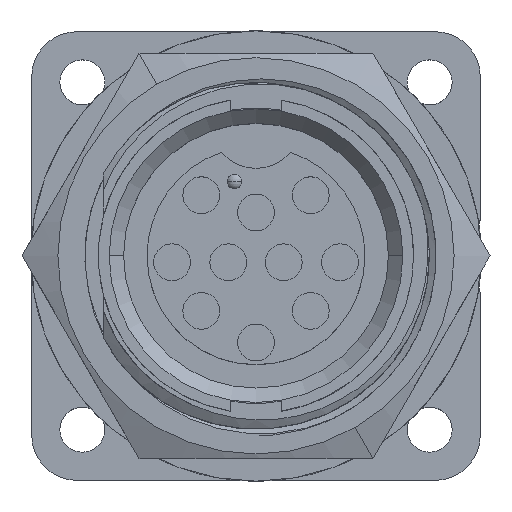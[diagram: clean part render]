
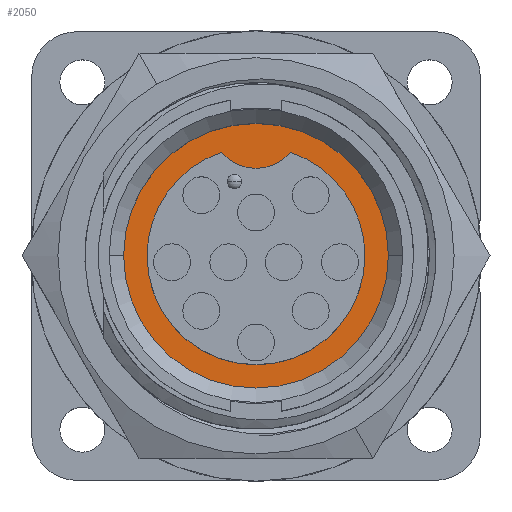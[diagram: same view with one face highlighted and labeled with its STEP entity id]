
A CAD part, top view. The second image highlights one B-rep face of the part: STEP entity #2050.
In plain terms, the highlighted planar face has unit normal (0, 0, 1).
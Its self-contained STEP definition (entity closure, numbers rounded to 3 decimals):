
#148 = FACE_OUTER_BOUND ( 'NONE', #6967, .T. ) ;
#205 = AXIS2_PLACEMENT_3D ( 'NONE', #6887, #13608, #12914 ) ;
#390 = DIRECTION ( 'NONE',  ( 1., 0., 0. ) ) ;
#426 = DIRECTION ( 'NONE',  ( 0., 0., 1. ) ) ;
#485 = CARTESIAN_POINT ( 'NONE',  ( 0., 0., 8.458 ) ) ;
#636 = CIRCLE ( 'NONE', #10882, 3.175 ) ;
#906 = AXIS2_PLACEMENT_3D ( 'NONE', #485, #426, #390 ) ;
#1095 = AXIS2_PLACEMENT_3D ( 'NONE', #12904, #12364, #12029 ) ;
#1499 = VERTEX_POINT ( 'NONE', #15529 ) ;
#1646 = CARTESIAN_POINT ( 'NONE',  ( 9.334, 0., 8.458 ) ) ;
#2050 = ADVANCED_FACE ( 'NONE', ( #148, #14554 ), #12990, .T. ) ;
#2118 = VERTEX_POINT ( 'NONE', #11937 ) ;
#2534 = CARTESIAN_POINT ( 'NONE',  ( 0., 9.335, 8.458 ) ) ;
#2559 = CIRCLE ( 'NONE', #4869, 9.334 ) ;
#3816 = EDGE_CURVE ( 'NONE', #1499, #11673, #16019, .T. ) ;
#3963 = ORIENTED_EDGE ( 'NONE', *, *, #7268, .T. ) ;
#4193 = VERTEX_POINT ( 'NONE', #1646 ) ;
#4572 = CARTESIAN_POINT ( 'NONE',  ( -9.334, 0., 8.458 ) ) ;
#4748 = EDGE_CURVE ( 'NONE', #11673, #9758, #6947, .T. ) ;
#4856 = CARTESIAN_POINT ( 'NONE',  ( 0., 0., 8.458 ) ) ;
#4869 = AXIS2_PLACEMENT_3D ( 'NONE', #7887, #10035, #9333 ) ;
#6123 = EDGE_CURVE ( 'NONE', #4193, #14610, #2559, .T. ) ;
#6666 = ORIENTED_EDGE ( 'NONE', *, *, #4748, .F. ) ;
#6887 = CARTESIAN_POINT ( 'NONE',  ( 0., 0., 8.458 ) ) ;
#6947 = CIRCLE ( 'NONE', #10164, 7.684 ) ;
#6967 = EDGE_LOOP ( 'NONE', ( #13470, #3963 ) ) ;
#7042 = EDGE_CURVE ( 'NONE', #2118, #1499, #15414, .T. ) ;
#7268 = EDGE_CURVE ( 'NONE', #14610, #4193, #11043, .T. ) ;
#7887 = CARTESIAN_POINT ( 'NONE',  ( 0., 0., 8.458 ) ) ;
#7932 = CARTESIAN_POINT ( 'NONE',  ( 2.429, 7.29, 8.458 ) ) ;
#8767 = EDGE_CURVE ( 'NONE', #9758, #2118, #636, .T. ) ;
#9333 = DIRECTION ( 'NONE',  ( 1., 0., 0. ) ) ;
#9758 = VERTEX_POINT ( 'NONE', #7932 ) ;
#10035 = DIRECTION ( 'NONE',  ( 0., 0., 1. ) ) ;
#10044 = DIRECTION ( 'NONE',  ( 0., 0., -1. ) ) ;
#10164 = AXIS2_PLACEMENT_3D ( 'NONE', #4856, #11058, #13164 ) ;
#10882 = AXIS2_PLACEMENT_3D ( 'NONE', #2534, #10044, #11368 ) ;
#11043 = CIRCLE ( 'NONE', #205, 9.334 ) ;
#11058 = DIRECTION ( 'NONE',  ( 0., 0., 1. ) ) ;
#11368 = DIRECTION ( 'NONE',  ( 1., 0., 0. ) ) ;
#11673 = VERTEX_POINT ( 'NONE', #15250 ) ;
#11688 = ORIENTED_EDGE ( 'NONE', *, *, #3816, .F. ) ;
#11937 = CARTESIAN_POINT ( 'NONE',  ( -2.429, 7.29, 8.458 ) ) ;
#12027 = DIRECTION ( 'NONE',  ( 1., 0., 0. ) ) ;
#12029 = DIRECTION ( 'NONE',  ( 1., 0., 0. ) ) ;
#12072 = DIRECTION ( 'NONE',  ( 0., 0., 1. ) ) ;
#12093 = CARTESIAN_POINT ( 'NONE',  ( 0., 0., 8.458 ) ) ;
#12364 = DIRECTION ( 'NONE',  ( 0., 0., 1. ) ) ;
#12866 = ORIENTED_EDGE ( 'NONE', *, *, #8767, .F. ) ;
#12904 = CARTESIAN_POINT ( 'NONE',  ( 0., 0., 8.458 ) ) ;
#12914 = DIRECTION ( 'NONE',  ( 1., 0., 0. ) ) ;
#12990 = PLANE ( 'NONE',  #1095 ) ;
#13164 = DIRECTION ( 'NONE',  ( 1., 0., 0. ) ) ;
#13469 = AXIS2_PLACEMENT_3D ( 'NONE', #12093, #12072, #12027 ) ;
#13470 = ORIENTED_EDGE ( 'NONE', *, *, #6123, .T. ) ;
#13608 = DIRECTION ( 'NONE',  ( 0., 0., 1. ) ) ;
#13636 = ORIENTED_EDGE ( 'NONE', *, *, #7042, .F. ) ;
#13875 = EDGE_LOOP ( 'NONE', ( #13636, #12866, #6666, #11688 ) ) ;
#14554 = FACE_BOUND ( 'NONE', #13875, .T. ) ;
#14610 = VERTEX_POINT ( 'NONE', #4572 ) ;
#15250 = CARTESIAN_POINT ( 'NONE',  ( 7.684, 0., 8.458 ) ) ;
#15414 = CIRCLE ( 'NONE', #906, 7.684 ) ;
#15529 = CARTESIAN_POINT ( 'NONE',  ( -7.684, 0., 8.458 ) ) ;
#16019 = CIRCLE ( 'NONE', #13469, 7.684 ) ;
